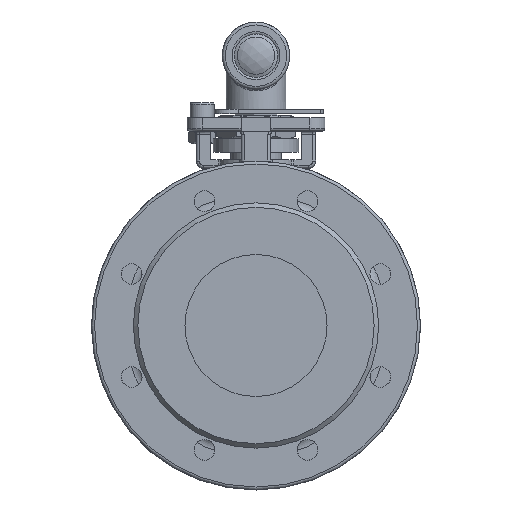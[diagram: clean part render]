
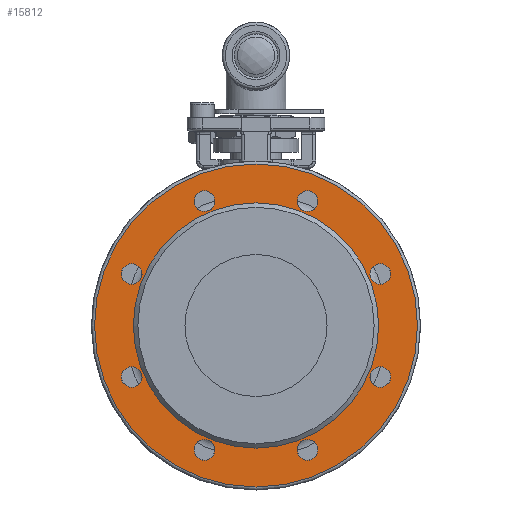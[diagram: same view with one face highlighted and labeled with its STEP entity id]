
A CAD part, left-side view. The second image highlights one B-rep face of the part: STEP entity #15812.
In plain terms, the highlighted planar face has unit normal (-1, 0, 0).
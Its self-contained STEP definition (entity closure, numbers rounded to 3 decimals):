
#3234=FACE_BOUND('',#4705,.T.);
#3235=FACE_BOUND('',#4706,.T.);
#3236=FACE_BOUND('',#4707,.T.);
#3237=FACE_BOUND('',#4708,.T.);
#3238=FACE_BOUND('',#4709,.T.);
#3239=FACE_BOUND('',#4710,.T.);
#3240=FACE_BOUND('',#4711,.T.);
#3241=FACE_BOUND('',#4712,.T.);
#3242=FACE_BOUND('',#4713,.T.);
#3700=FACE_OUTER_BOUND('',#4704,.T.);
#4704=EDGE_LOOP('',(#11125));
#4705=EDGE_LOOP('',(#11126));
#4706=EDGE_LOOP('',(#11127));
#4707=EDGE_LOOP('',(#11128));
#4708=EDGE_LOOP('',(#11129));
#4709=EDGE_LOOP('',(#11130));
#4710=EDGE_LOOP('',(#11131));
#4711=EDGE_LOOP('',(#11132));
#4712=EDGE_LOOP('',(#11133));
#4713=EDGE_LOOP('',(#11134));
#5654=CIRCLE('',#16692,82.);
#5657=CIRCLE('',#16697,6.918);
#5659=CIRCLE('',#16700,6.918);
#5661=CIRCLE('',#16703,6.918);
#5663=CIRCLE('',#16706,6.918);
#5665=CIRCLE('',#16709,6.918);
#5667=CIRCLE('',#16712,6.918);
#5669=CIRCLE('',#16715,6.918);
#5671=CIRCLE('',#16718,6.918);
#5846=CIRCLE('',#17033,108.);
#6293=VERTEX_POINT('',#21780);
#6297=VERTEX_POINT('',#21811);
#6300=VERTEX_POINT('',#21839);
#6303=VERTEX_POINT('',#21867);
#6306=VERTEX_POINT('',#21895);
#6309=VERTEX_POINT('',#21923);
#6312=VERTEX_POINT('',#21951);
#6315=VERTEX_POINT('',#21979);
#6318=VERTEX_POINT('',#22007);
#6583=VERTEX_POINT('',#23884);
#7876=EDGE_CURVE('',#6293,#6293,#5654,.T.);
#7880=EDGE_CURVE('',#6297,#6297,#5657,.T.);
#7883=EDGE_CURVE('',#6300,#6300,#5659,.T.);
#7886=EDGE_CURVE('',#6303,#6303,#5661,.T.);
#7889=EDGE_CURVE('',#6306,#6306,#5663,.T.);
#7892=EDGE_CURVE('',#6309,#6309,#5665,.T.);
#7895=EDGE_CURVE('',#6312,#6312,#5667,.T.);
#7898=EDGE_CURVE('',#6315,#6315,#5669,.T.);
#7901=EDGE_CURVE('',#6318,#6318,#5671,.T.);
#8313=EDGE_CURVE('',#6583,#6583,#5846,.T.);
#11125=ORIENTED_EDGE('',*,*,#8313,.F.);
#11126=ORIENTED_EDGE('',*,*,#7876,.T.);
#11127=ORIENTED_EDGE('',*,*,#7880,.T.);
#11128=ORIENTED_EDGE('',*,*,#7883,.T.);
#11129=ORIENTED_EDGE('',*,*,#7886,.T.);
#11130=ORIENTED_EDGE('',*,*,#7889,.T.);
#11131=ORIENTED_EDGE('',*,*,#7892,.T.);
#11132=ORIENTED_EDGE('',*,*,#7895,.T.);
#11133=ORIENTED_EDGE('',*,*,#7898,.T.);
#11134=ORIENTED_EDGE('',*,*,#7901,.T.);
#14366=PLANE('',#17032);
#15812=ADVANCED_FACE('',(#3700,#3234,#3235,#3236,#3237,#3238,#3239,#3240,
#3241,#3242),#14366,.T.);
#16692=AXIS2_PLACEMENT_3D('',#21781,#18221,#18222);
#16697=AXIS2_PLACEMENT_3D('',#21812,#18231,#18232);
#16700=AXIS2_PLACEMENT_3D('',#21840,#18237,#18238);
#16703=AXIS2_PLACEMENT_3D('',#21868,#18243,#18244);
#16706=AXIS2_PLACEMENT_3D('',#21896,#18249,#18250);
#16709=AXIS2_PLACEMENT_3D('',#21924,#18255,#18256);
#16712=AXIS2_PLACEMENT_3D('',#21952,#18261,#18262);
#16715=AXIS2_PLACEMENT_3D('',#21980,#18267,#18268);
#16718=AXIS2_PLACEMENT_3D('',#22008,#18273,#18274);
#17032=AXIS2_PLACEMENT_3D('',#23883,#19079,#19080);
#17033=AXIS2_PLACEMENT_3D('',#23885,#19081,#19082);
#18221=DIRECTION('center_axis',(1.,0.,0.));
#18222=DIRECTION('ref_axis',(0.,1.,0.));
#18231=DIRECTION('center_axis',(1.,0.,0.));
#18232=DIRECTION('ref_axis',(0.,0.,1.));
#18237=DIRECTION('center_axis',(1.,0.,0.));
#18238=DIRECTION('ref_axis',(0.,0.,1.));
#18243=DIRECTION('center_axis',(1.,0.,0.));
#18244=DIRECTION('ref_axis',(0.,0.,1.));
#18249=DIRECTION('center_axis',(1.,0.,0.));
#18250=DIRECTION('ref_axis',(0.,0.,1.));
#18255=DIRECTION('center_axis',(1.,0.,0.));
#18256=DIRECTION('ref_axis',(0.,0.,1.));
#18261=DIRECTION('center_axis',(1.,0.,0.));
#18262=DIRECTION('ref_axis',(0.,0.,1.));
#18267=DIRECTION('center_axis',(1.,0.,0.));
#18268=DIRECTION('ref_axis',(0.,0.,1.));
#18273=DIRECTION('center_axis',(1.,0.,0.));
#18274=DIRECTION('ref_axis',(0.,0.,1.));
#19079=DIRECTION('center_axis',(-1.,0.,0.));
#19080=DIRECTION('ref_axis',(0.,0.,1.));
#19081=DIRECTION('center_axis',(1.,0.,0.));
#19082=DIRECTION('ref_axis',(0.,-1.,0.));
#21780=CARTESIAN_POINT('',(-72.,82.,0.));
#21781=CARTESIAN_POINT('Origin',(-72.,0.,0.));
#21811=CARTESIAN_POINT('',(-72.,83.149,-27.524));
#21812=CARTESIAN_POINT('Origin',(-72.,83.149,-34.442));
#21839=CARTESIAN_POINT('',(-72.,83.149,41.359));
#21840=CARTESIAN_POINT('Origin',(-72.,83.149,34.442));
#21867=CARTESIAN_POINT('',(-72.,34.442,90.067));
#21868=CARTESIAN_POINT('Origin',(-72.,34.442,83.149));
#21895=CARTESIAN_POINT('',(-72.,-34.442,90.067));
#21896=CARTESIAN_POINT('Origin',(-72.,-34.442,83.149));
#21923=CARTESIAN_POINT('',(-72.,-83.149,41.359));
#21924=CARTESIAN_POINT('Origin',(-72.,-83.149,34.442));
#21951=CARTESIAN_POINT('',(-72.,-83.149,-27.524));
#21952=CARTESIAN_POINT('Origin',(-72.,-83.149,-34.442));
#21979=CARTESIAN_POINT('',(-72.,-34.442,-76.232));
#21980=CARTESIAN_POINT('Origin',(-72.,-34.442,-83.149));
#22007=CARTESIAN_POINT('',(-72.,34.442,-76.232));
#22008=CARTESIAN_POINT('Origin',(-72.,34.442,-83.149));
#23883=CARTESIAN_POINT('Origin',(-72.,96.,0.));
#23884=CARTESIAN_POINT('',(-72.,108.,0.));
#23885=CARTESIAN_POINT('Origin',(-72.,0.,0.));
